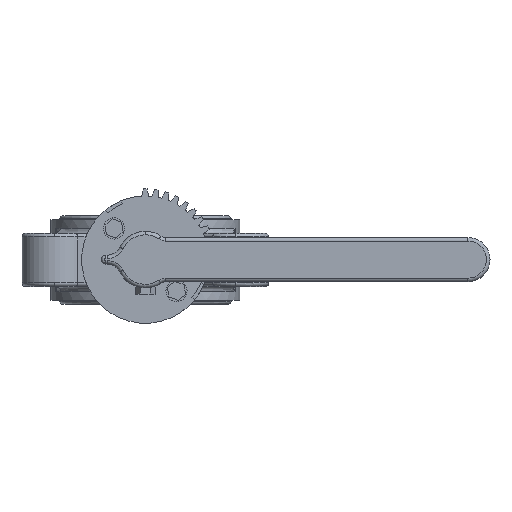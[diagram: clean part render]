
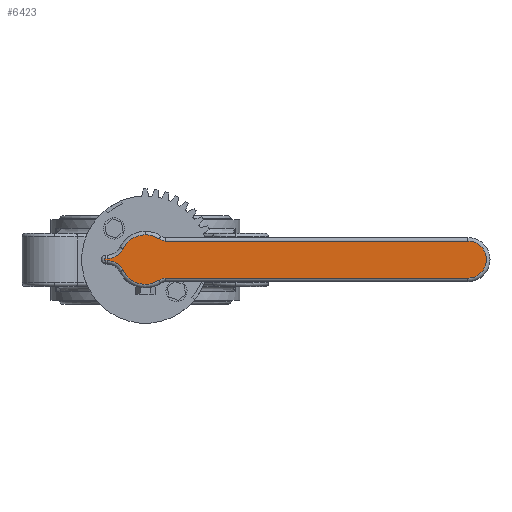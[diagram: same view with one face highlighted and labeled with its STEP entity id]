
A CAD part, top view. The second image highlights one B-rep face of the part: STEP entity #6423.
In plain terms, the highlighted planar face has unit normal (0, 0, 1).
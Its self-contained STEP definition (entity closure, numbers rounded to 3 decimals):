
#2319=CARTESIAN_POINT('',(0.,0.,0.));
#2320=DIRECTION('',(0.,0.,1.));
#2321=DIRECTION('',(-0.438,0.899,0.));
#2322=AXIS2_PLACEMENT_3D('',#2319,#2320,#2321);
#2324=CARTESIAN_POINT('',(-10.5,21.581,0.));
#2325=DIRECTION('',(0.,0.,-1.));
#2326=DIRECTION('',(1.,0.,0.));
#2327=AXIS2_PLACEMENT_3D('',#2324,#2325,#2326);
#2329=CARTESIAN_POINT('',(0.,22.5,0.));
#2330=DIRECTION('',(0.,0.,1.));
#2331=DIRECTION('',(1.,0.,0.));
#2332=AXIS2_PLACEMENT_3D('',#2329,#2330,#2331);
#2334=CARTESIAN_POINT('',(10.5,21.581,0.));
#2335=DIRECTION('',(0.,0.,-1.));
#2336=DIRECTION('',(-0.438,-0.899,0.));
#2337=AXIS2_PLACEMENT_3D('',#2334,#2335,#2336);
#2339=CARTESIAN_POINT('',(0.,0.,0.));
#2340=DIRECTION('',(0.,0.,1.));
#2341=DIRECTION('',(1.,0.,0.));
#2342=AXIS2_PLACEMENT_3D('',#2339,#2340,#2341);
#2344=CARTESIAN_POINT('',(0.,0.,0.));
#2345=DIRECTION('',(0.,0.,1.));
#2346=DIRECTION('',(0.833,-0.553,0.));
#2347=AXIS2_PLACEMENT_3D('',#2344,#2345,#2346);
#2349=CARTESIAN_POINT('',(17.5,-11.608,0.));
#2350=DIRECTION('',(0.,0.,-1.));
#2351=DIRECTION('',(-1.,0.,0.));
#2352=AXIS2_PLACEMENT_3D('',#2349,#2350,#2351);
#2354=CARTESIAN_POINT('',(0.,-182.5,0.));
#2355=DIRECTION('',(0.,0.,1.));
#2356=DIRECTION('',(-1.,0.,0.));
#2357=AXIS2_PLACEMENT_3D('',#2354,#2355,#2356);
#2359=CARTESIAN_POINT('',(-17.5,-11.608,0.));
#2360=DIRECTION('',(0.,0.,-1.));
#2361=DIRECTION('',(0.833,0.553,0.));
#2362=AXIS2_PLACEMENT_3D('',#2359,#2360,#2361);
#2364=CARTESIAN_POINT('',(0.,0.,0.));
#2365=DIRECTION('',(0.,0.,1.));
#2366=DIRECTION('',(-1.,0.,0.));
#2367=AXIS2_PLACEMENT_3D('',#2364,#2365,#2366);
#2399=DIRECTION('',(0.,1.,0.));
#2400=VECTOR('',#2399,0.919);
#2401=CARTESIAN_POINT('',(-0.5,21.581,0.));
#2402=LINE('',#2401,#2400);
#2422=DIRECTION('',(0.,-1.,0.));
#2423=VECTOR('',#2422,0.919);
#2424=CARTESIAN_POINT('',(0.5,22.5,0.));
#2425=LINE('',#2424,#2423);
#3555=DIRECTION('',(0.,-1.,0.));
#3556=VECTOR('',#3555,170.892);
#3557=CARTESIAN_POINT('',(10.5,-11.608,0.));
#3558=LINE('',#3557,#3556);
#3578=DIRECTION('',(0.,1.,0.));
#3579=VECTOR('',#3578,170.892);
#3580=CARTESIAN_POINT('',(-10.5,-182.5,0.));
#3581=LINE('',#3580,#3579);
#5957=CARTESIAN_POINT('',(14.,0.,0.));
#5959=VERTEX_POINT('',#5957);
#5961=CARTESIAN_POINT('',(11.667,-7.739,0.));
#5962=VERTEX_POINT('',#5961);
#6201=CARTESIAN_POINT('',(-11.667,-7.739,0.));
#6202=CARTESIAN_POINT('',(-10.5,-11.608,0.));
#6203=VERTEX_POINT('',#6201);
#6204=VERTEX_POINT('',#6202);
#6205=CARTESIAN_POINT('',(-6.125,12.589,0.));
#6206=CARTESIAN_POINT('',(-14.,0.,0.));
#6207=VERTEX_POINT('',#6205);
#6208=VERTEX_POINT('',#6206);
#6209=CARTESIAN_POINT('',(-10.5,-182.5,0.));
#6210=VERTEX_POINT('',#6209);
#6211=CARTESIAN_POINT('',(10.5,-182.5,0.));
#6212=VERTEX_POINT('',#6211);
#6213=CARTESIAN_POINT('',(10.5,-11.608,0.));
#6214=VERTEX_POINT('',#6213);
#6215=CARTESIAN_POINT('',(6.125,12.589,0.));
#6216=VERTEX_POINT('',#6215);
#6217=CARTESIAN_POINT('',(0.5,21.581,0.));
#6218=VERTEX_POINT('',#6217);
#6219=CARTESIAN_POINT('',(0.5,22.5,0.));
#6220=VERTEX_POINT('',#6219);
#6221=CARTESIAN_POINT('',(-0.5,22.5,0.));
#6222=VERTEX_POINT('',#6221);
#6223=CARTESIAN_POINT('',(-0.5,21.581,0.));
#6224=VERTEX_POINT('',#6223);
#6390=CARTESIAN_POINT('',(-10.5,21.581,0.));
#6391=DIRECTION('',(0.,0.,1.));
#6392=DIRECTION('',(1.,0.,0.));
#6393=AXIS2_PLACEMENT_3D('',#6390,#6391,#6392);
#6394=PLANE('',#6393);
#6396=ORIENTED_EDGE('',*,*,#6395,.F.);
#6398=ORIENTED_EDGE('',*,*,#6397,.F.);
#6400=ORIENTED_EDGE('',*,*,#6399,.T.);
#6402=ORIENTED_EDGE('',*,*,#6401,.F.);
#6404=ORIENTED_EDGE('',*,*,#6403,.T.);
#6406=ORIENTED_EDGE('',*,*,#6405,.F.);
#6407=ORIENTED_EDGE('',*,*,#6382,.F.);
#6408=ORIENTED_EDGE('',*,*,#6304,.F.);
#6410=ORIENTED_EDGE('',*,*,#6409,.F.);
#6412=ORIENTED_EDGE('',*,*,#6411,.T.);
#6414=ORIENTED_EDGE('',*,*,#6413,.F.);
#6416=ORIENTED_EDGE('',*,*,#6415,.T.);
#6418=ORIENTED_EDGE('',*,*,#6417,.F.);
#6420=ORIENTED_EDGE('',*,*,#6419,.F.);
#6421=EDGE_LOOP('',(#6396,#6398,#6400,#6402,#6404,#6406,#6407,#6408,#6410,#6412,
#6414,#6416,#6418,#6420));
#6422=FACE_OUTER_BOUND('',#6421,.F.);
#6423=ADVANCED_FACE('',(#6422),#6394,.T.);
#2323=CIRCLE('',#2322,14.);
#2328=CIRCLE('',#2327,10.);
#2333=CIRCLE('',#2332,0.5);
#2338=CIRCLE('',#2337,10.);
#2343=CIRCLE('',#2342,14.);
#2348=CIRCLE('',#2347,14.);
#2353=CIRCLE('',#2352,7.);
#2358=CIRCLE('',#2357,10.5);
#2363=CIRCLE('',#2362,7.);
#2368=CIRCLE('',#2367,14.);
#6304=EDGE_CURVE('',#5962,#5959,#2348,.T.);
#6382=EDGE_CURVE('',#5959,#6216,#2343,.T.);
#6395=EDGE_CURVE('',#6207,#6208,#2323,.T.);
#6397=EDGE_CURVE('',#6224,#6207,#2328,.T.);
#6399=EDGE_CURVE('',#6224,#6222,#2402,.T.);
#6401=EDGE_CURVE('',#6220,#6222,#2333,.T.);
#6403=EDGE_CURVE('',#6220,#6218,#2425,.T.);
#6405=EDGE_CURVE('',#6216,#6218,#2338,.T.);
#6409=EDGE_CURVE('',#6214,#5962,#2353,.T.);
#6411=EDGE_CURVE('',#6214,#6212,#3558,.T.);
#6413=EDGE_CURVE('',#6210,#6212,#2358,.T.);
#6415=EDGE_CURVE('',#6210,#6204,#3581,.T.);
#6417=EDGE_CURVE('',#6203,#6204,#2363,.T.);
#6419=EDGE_CURVE('',#6208,#6203,#2368,.T.);
